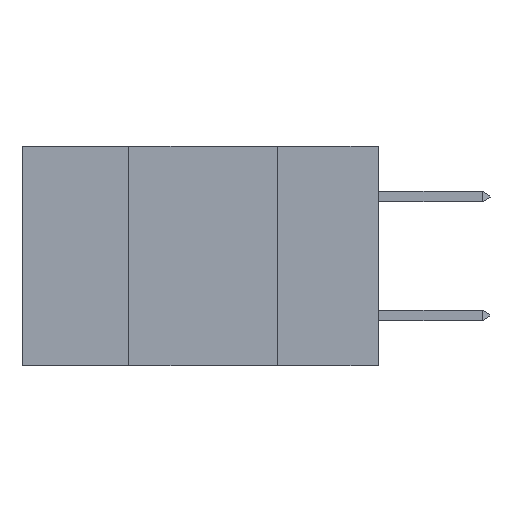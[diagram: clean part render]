
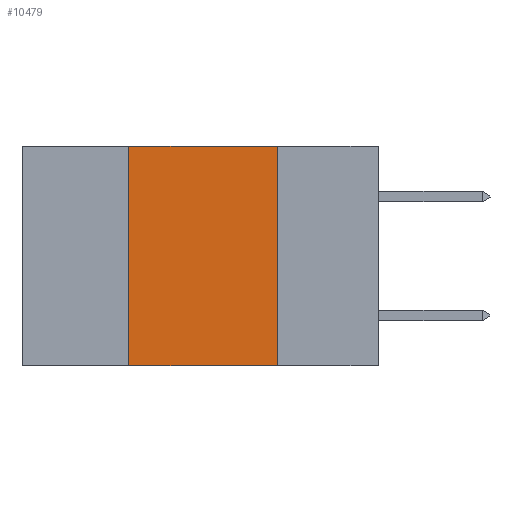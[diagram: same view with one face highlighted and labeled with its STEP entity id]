
A CAD part, left-side view. The second image highlights one B-rep face of the part: STEP entity #10479.
In plain terms, the highlighted planar face has unit normal (-1, 0, 0).
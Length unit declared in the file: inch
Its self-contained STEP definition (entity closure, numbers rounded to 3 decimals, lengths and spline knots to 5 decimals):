
#371 = CARTESIAN_POINT ( 'NONE',  ( 0., 0.6, 0. ) ) ;
#1241 = ORIENTED_EDGE ( 'NONE', *, *, #5593, .F. ) ;
#1483 = FACE_OUTER_BOUND ( 'NONE', #8368, .T. ) ;
#1493 = CARTESIAN_POINT ( 'NONE',  ( 0., 0.6, 0. ) ) ;
#1609 = EDGE_CURVE ( 'NONE', #5280, #5806, #4781, .T. ) ;
#1800 = CARTESIAN_POINT ( 'NONE',  ( 0., 0.17, 0. ) ) ;
#1969 = LINE ( 'NONE', #371, #6441 ) ;
#2086 = LINE ( 'NONE', #6985, #6294 ) ;
#2207 = CARTESIAN_POINT ( 'NONE',  ( 0., 0.17, 0. ) ) ;
#2699 = DIRECTION ( 'NONE',  ( 0., 0., -1. ) ) ;
#2837 = DIRECTION ( 'NONE',  ( 0., -1., 0. ) ) ;
#2842 = VECTOR ( 'NONE', #9282, 39.37008 ) ;
#2957 = CARTESIAN_POINT ( 'NONE',  ( 0., 0.17, -0.37 ) ) ;
#3514 = ORIENTED_EDGE ( 'NONE', *, *, #5011, .F. ) ;
#4190 = ORIENTED_EDGE ( 'NONE', *, *, #1609, .T. ) ;
#4756 = AXIS2_PLACEMENT_3D ( 'NONE', #1493, #8399, #2699 ) ;
#4781 = LINE ( 'NONE', #8440, #2842 ) ;
#4848 = PLANE ( 'NONE',  #4756 ) ;
#5011 = EDGE_CURVE ( 'NONE', #9218, #7875, #1969, .T. ) ;
#5280 = VERTEX_POINT ( 'NONE', #8604 ) ;
#5593 = EDGE_CURVE ( 'NONE', #5280, #9218, #2086, .T. ) ;
#5806 = VERTEX_POINT ( 'NONE', #2957 ) ;
#5875 = VECTOR ( 'NONE', #8948, 39.37008 ) ;
#6294 = VECTOR ( 'NONE', #8667, 39.37008 ) ;
#6441 = VECTOR ( 'NONE', #2837, 39.37008 ) ;
#6985 = CARTESIAN_POINT ( 'NONE',  ( 0., 0.42, 0. ) ) ;
#7061 = LINE ( 'NONE', #2207, #5875 ) ;
#7875 = VERTEX_POINT ( 'NONE', #1800 ) ;
#8214 = EDGE_CURVE ( 'NONE', #7875, #5806, #7061, .T. ) ;
#8368 = EDGE_LOOP ( 'NONE', ( #9465, #3514, #1241, #4190 ) ) ;
#8399 = DIRECTION ( 'NONE',  ( 1., 0., 0. ) ) ;
#8440 = CARTESIAN_POINT ( 'NONE',  ( 0., 0.6, -0.37 ) ) ;
#8604 = CARTESIAN_POINT ( 'NONE',  ( 0., 0.42, -0.37 ) ) ;
#8667 = DIRECTION ( 'NONE',  ( 0., 0., 1. ) ) ;
#8948 = DIRECTION ( 'NONE',  ( 0., 0., -1. ) ) ;
#9218 = VERTEX_POINT ( 'NONE', #9584 ) ;
#9282 = DIRECTION ( 'NONE',  ( 0., -1., 0. ) ) ;
#9465 = ORIENTED_EDGE ( 'NONE', *, *, #8214, .F. ) ;
#9584 = CARTESIAN_POINT ( 'NONE',  ( 0., 0.42, 0. ) ) ;
#10479 = ADVANCED_FACE ( 'NONE', ( #1483 ), #4848, .F. ) ;
